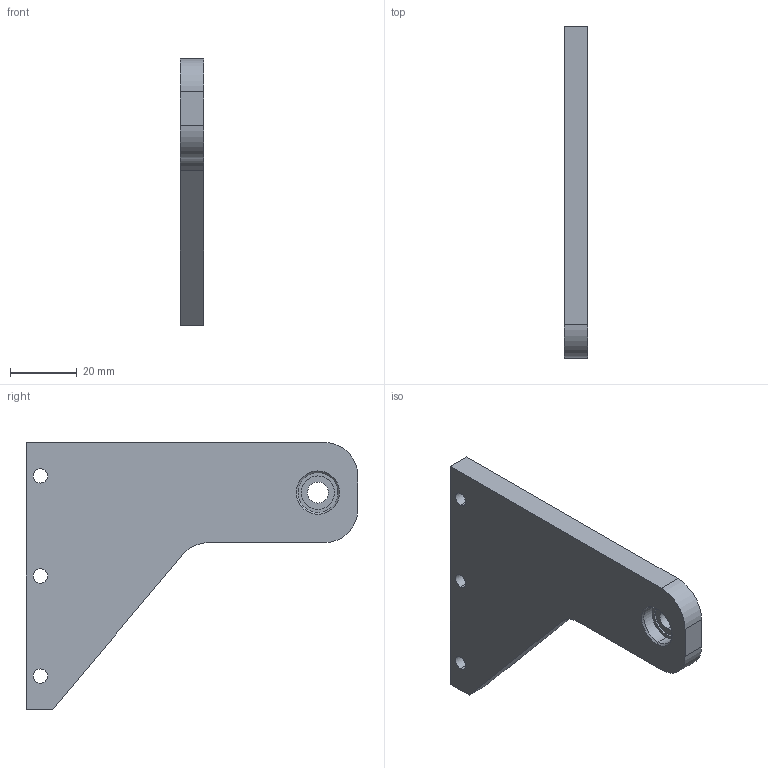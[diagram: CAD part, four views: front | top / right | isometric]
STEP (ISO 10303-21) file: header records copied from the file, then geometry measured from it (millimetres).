
FILE_DESCRIPTION (( 'STEP AP203' ), '1' );
FILE_NAME ('TIT-007-A-Support-roue-motrice-lateral-droit.STEP', '2022-05-25T11:44:15', ( '' ), ( '' ), 'SwSTEP 2.0', 'SolidWorks 2016', '' );
FILE_SCHEMA (( 'CONFIG_CONTROL_DESIGN' ));
Length unit declared in the file: millimetre
Products named in the file (1): TIT-007-A-Support-roue-motrice-lateral-droit
Bounding box: 7 x 99.5 x 80 mm (x, y, z)
Volume: 29779.9 mm3; surface area: 11359.6 mm2
Topology: 1 solids, 1 shells, 33 faces, 79 edges, 50 vertices
Faces by surface type: cylinder 15, plane 10, cone 8
Entity records: 1060 total; most frequent: DIRECTION 185, CARTESIAN_POINT 163, ORIENTED_EDGE 158, EDGE_CURVE 79, AXIS2_PLACEMENT_3D 72, VERTEX_POINT 50, EDGE_LOOP 43, LINE 41
